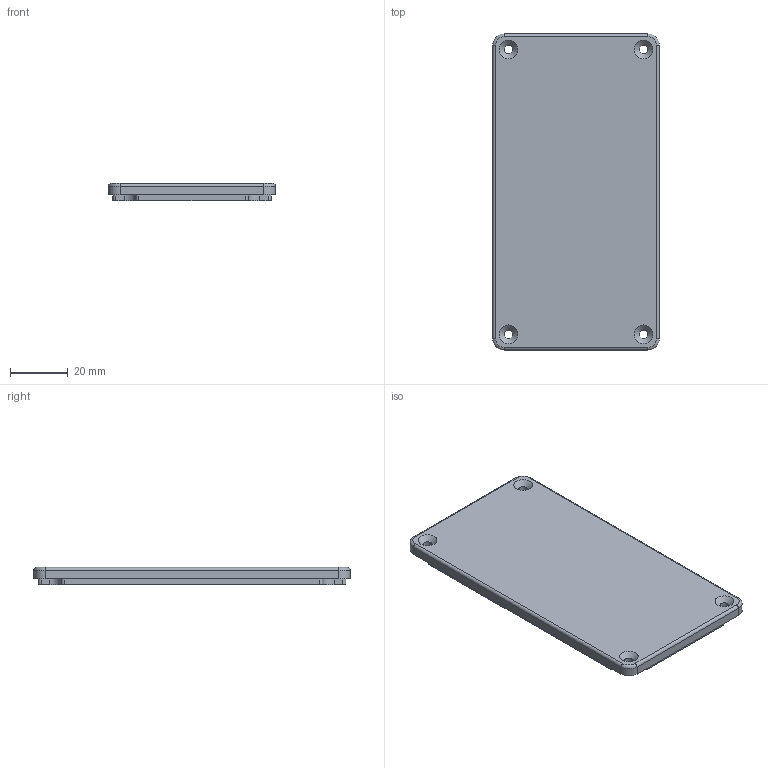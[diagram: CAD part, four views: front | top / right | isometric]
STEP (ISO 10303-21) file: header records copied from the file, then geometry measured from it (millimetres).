
FILE_DESCRIPTION(('FreeCAD Model'),'2;1');
FILE_NAME('Open CASCADE Shape Model','2025-09-17T12:41:28',(''),(''), 'Open CASCADE STEP processor 7.8','FreeCAD','Unknown');
FILE_SCHEMA(('AUTOMOTIVE_DESIGN { 1 0 10303 214 1 1 1 1 }'));
Length unit declared in the file: millimetre
Products named in the file (1): Body011
Bounding box: 58 x 110 x 6 mm (x, y, z)
Volume: 9849.7 mm3; surface area: 16069.1 mm2
Topology: 1 solids, 1 shells, 100 faces, 252 edges, 148 vertices
Faces by surface type: cylinder 48, plane 32, sphere 8, torus 8, cone 4
Full cylindrical faces by diameter (mm): 3 x4
Entity records: 2964 total; most frequent: DIRECTION 554, CARTESIAN_POINT 493, ORIENTED_EDGE 488, EDGE_CURVE 244, AXIS2_PLACEMENT_3D 209, VERTEX_POINT 148, LINE 136, VECTOR 136
